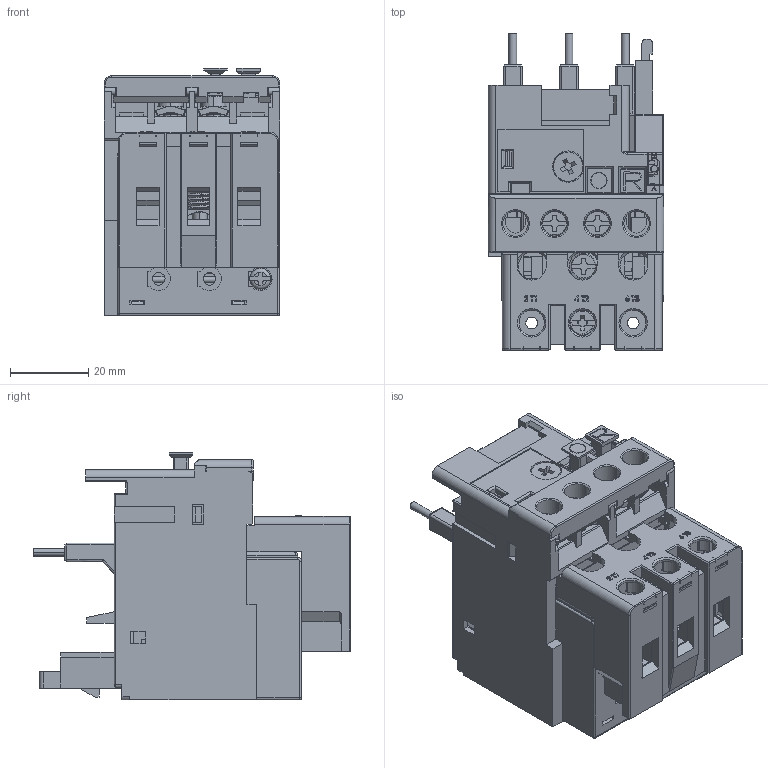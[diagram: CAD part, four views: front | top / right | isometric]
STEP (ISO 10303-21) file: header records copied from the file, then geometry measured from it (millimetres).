
FILE_DESCRIPTION((''),'2;1');
FILE_NAME('10005178033_SW0001_SW0001','2020-06-03T13:25:01',('MRogals'),('Rockwell Automation'),'CREO PARAMETRIC BY PTC INC, 2017380','CREO PARAMETRIC BY PTC INC, 2017380','');
FILE_SCHEMA(('AUTOMOTIVE_DESIGN { 1 0 10303 214 1 1 1 1 }'));
Products named in the file (1): 10005178033_SW0001_SW0001
Bounding box: 45 x 81.1 x 63.5 mm (x, y, z)
Surface area: 66064 mm2 (no closed solid volume)
Topology: 0 solids, 11 shells, 2577 faces, 8331 edges, 5527 vertices
Faces by surface type: plane 1850, cylinder 537, cone 91, torus 39, bspline 32, extrusion 19, sphere 9
Entity records: 125026 total; most frequent: CARTESIAN_POINT 26851, ORIENTED_EDGE 15654, DIRECTION 14281, PRESENTATION_STYLE_ASSIGNMENT 8322, STYLED_ITEM 8322, CURVE_STYLE 8314, EDGE_CURVE 8314, VECTOR 6545
